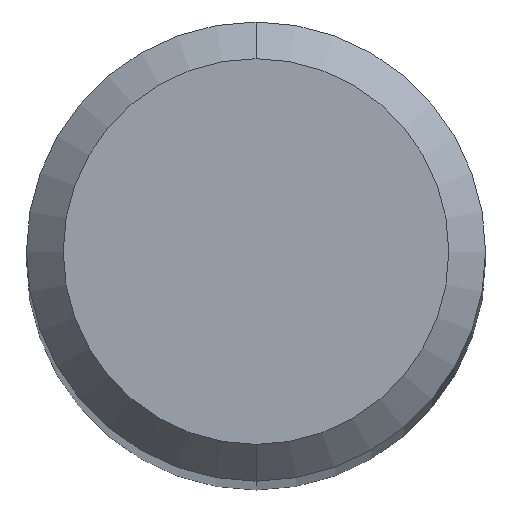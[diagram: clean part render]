
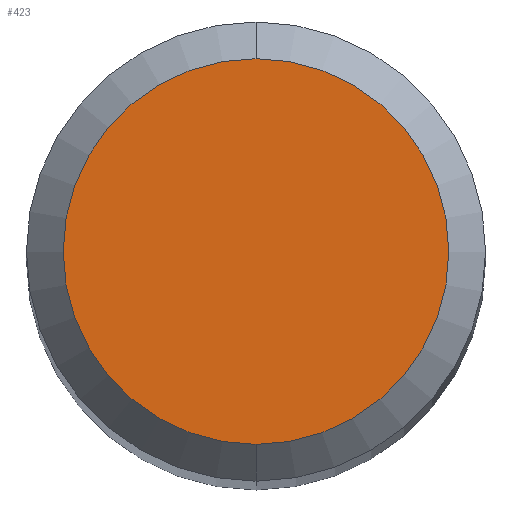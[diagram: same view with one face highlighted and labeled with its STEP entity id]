
A CAD part, top view. The second image highlights one B-rep face of the part: STEP entity #423.
In plain terms, the highlighted planar face has unit normal (0, 0, 1).
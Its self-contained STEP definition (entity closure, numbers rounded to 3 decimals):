
#359=VERTEX_POINT('',#955);
#367=EDGE_CURVE('',#681,#359,#964,.T.);
#423=ADVANCED_FACE('',(#1022),#1023,.T.);
#577=EDGE_CURVE('',#359,#681,#1195,.T.);
#681=VERTEX_POINT('',#1308);
#955=CARTESIAN_POINT('',(0.0,2.1,0.0));
#964=CIRCLE('',#1973,2.1);
#1022=FACE_OUTER_BOUND('',#2343,.T.);
#1023=PLANE('',#2344);
#1195=CIRCLE('',#4357,2.1);
#1308=CARTESIAN_POINT('',(0.,-2.1,0.0));
#1973=AXIS2_PLACEMENT_3D('',#7552,#7553,#7554);
#2343=EDGE_LOOP('',(#7584,#7585));
#2344=AXIS2_PLACEMENT_3D('',#7586,#7587,#7588);
#4357=AXIS2_PLACEMENT_3D('',#7821,#7822,#7823);
#7552=CARTESIAN_POINT('',(0.0,0.0,0.0));
#7553=DIRECTION('',(0.0,0.0,-1.0));
#7554=DIRECTION('',(0.0,1.0,0.0));
#7584=ORIENTED_EDGE('',*,*,#577,.F.);
#7585=ORIENTED_EDGE('',*,*,#367,.F.);
#7586=CARTESIAN_POINT('',(0.0,1.05,0.0));
#7587=DIRECTION('',(-0.0,0.0,1.0));
#7588=DIRECTION('',(0.0,-1.0,0.0));
#7821=CARTESIAN_POINT('',(0.0,0.0,0.0));
#7822=DIRECTION('',(0.0,0.0,-1.0));
#7823=DIRECTION('',(0.0,1.0,0.0));
